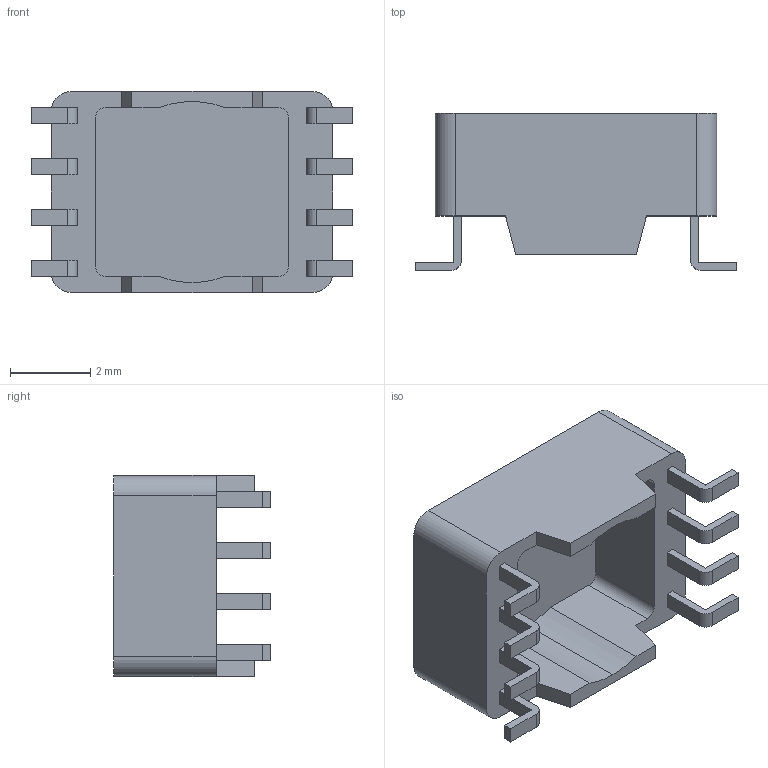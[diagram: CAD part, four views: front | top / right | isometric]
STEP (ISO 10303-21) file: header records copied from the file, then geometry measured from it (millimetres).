
FILE_DESCRIPTION (( 'STEP AP214' ), '1' );
FILE_NAME ('TOR_0626.STEP', '2021-07-02T16:55:21', ( '' ), ( '' ), 'SwSTEP 2.0', 'SolidWorks 2017', '' );
FILE_SCHEMA (( 'AUTOMOTIVE_DESIGN' ));
Length unit declared in the file: millimetre
Products named in the file (2): 250-0626_6B; TOR_0626
Assembly tree (1 placements, depth 2):
  TOR_0626
    250-0626_6B
Bounding box: 8 x 3.9 x 5 mm (x, y, z)
Volume: 50.4 mm3; surface area: 199.9 mm2
Topology: 1 solids, 1 shells, 95 faces, 255 edges, 170 vertices
Faces by surface type: plane 76, cylinder 19
Entity records: 3717 total; most frequent: CARTESIAN_POINT 524, ORIENTED_EDGE 510, DIRECTION 491, EDGE_CURVE 255, VECTOR 217, LINE 217, VERTEX_POINT 170, AXIS2_PLACEMENT_3D 137
